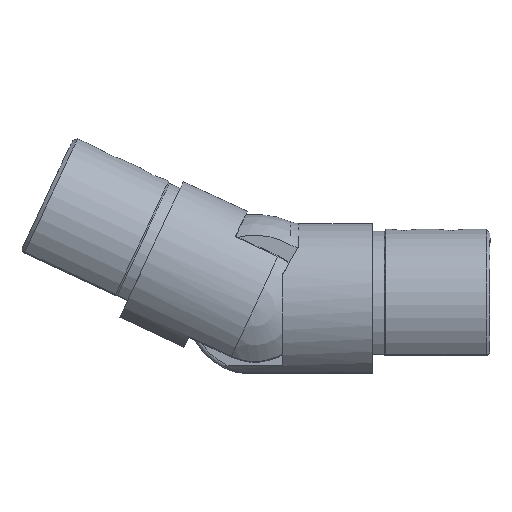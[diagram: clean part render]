
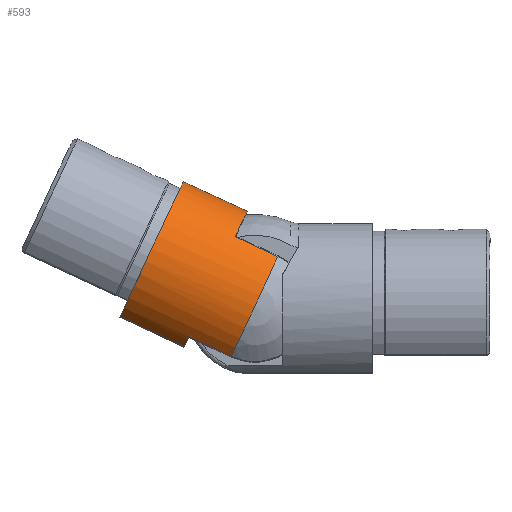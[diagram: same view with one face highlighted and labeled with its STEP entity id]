
A CAD part, top view. The second image highlights one B-rep face of the part: STEP entity #593.
In plain terms, the highlighted cylindrical face has radius 21.2 mm (diameter 42.4 mm), a partial arc.
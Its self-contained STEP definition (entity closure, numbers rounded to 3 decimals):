
#84 = CARTESIAN_POINT ( 'NONE',  ( 0., 0., 0. ) ) ;
#263 = EDGE_LOOP ( 'NONE', ( #8207, #6451, #11168, #5408, #8169, #9155, #8595, #10357, #10752, #5533, #10628, #1797 ) ) ;
#467 = EDGE_CURVE ( 'NONE', #6751, #6573, #10063, .T. ) ;
#540 = CARTESIAN_POINT ( 'NONE',  ( 0., 14.051, 15.874 ) ) ;
#593 = ADVANCED_FACE ( 'NONE', ( #9527 ), #5121, .T. ) ;
#668 = CIRCLE ( 'NONE', #8672, 21.2 ) ;
#986 = DIRECTION ( 'NONE',  ( -1., 0., 0. ) ) ;
#1010 = CARTESIAN_POINT ( 'NONE',  ( 12., -14.051, 15.874 ) ) ;
#1047 = CARTESIAN_POINT ( 'NONE',  ( 30., -16.859, -12.853 ) ) ;
#1265 = CARTESIAN_POINT ( 'NONE',  ( 28., -14.051, -15.874 ) ) ;
#1292 = VECTOR ( 'NONE', #10133, 1000. ) ;
#1382 = VERTEX_POINT ( 'NONE', #9883 ) ;
#1484 = DIRECTION ( 'NONE',  ( -1., 0., 0. ) ) ;
#1608 = VECTOR ( 'NONE', #5653, 1000. ) ;
#1797 = ORIENTED_EDGE ( 'NONE', *, *, #11114, .T. ) ;
#1805 = DIRECTION ( 'NONE',  ( 0., -1., 0. ) ) ;
#1866 = AXIS2_PLACEMENT_3D ( 'NONE', #7839, #6184, #1805 ) ;
#1917 = LINE ( 'NONE', #2609, #4559 ) ;
#1961 = AXIS2_PLACEMENT_3D ( 'NONE', #2277, #3261, #4993 ) ;
#2277 = CARTESIAN_POINT ( 'NONE',  ( 0., 0., 0. ) ) ;
#2337 = CARTESIAN_POINT ( 'NONE',  ( 12., 14.051, -15.874 ) ) ;
#2413 = VERTEX_POINT ( 'NONE', #6985 ) ;
#2446 = LINE ( 'NONE', #10089, #1608 ) ;
#2609 = CARTESIAN_POINT ( 'NONE',  ( 28., 14.051, 15.874 ) ) ;
#2803 = AXIS2_PLACEMENT_3D ( 'NONE', #11055, #4797, #3952 ) ;
#3039 = VECTOR ( 'NONE', #5225, 1000. ) ;
#3133 = CIRCLE ( 'NONE', #4100, 21.2 ) ;
#3261 = DIRECTION ( 'NONE',  ( -1., 0., 0. ) ) ;
#3273 = CARTESIAN_POINT ( 'NONE',  ( 0., -14.051, -15.874 ) ) ;
#3316 = EDGE_CURVE ( 'NONE', #7829, #9680, #8549, .T. ) ;
#3468 = VECTOR ( 'NONE', #10760, 1000. ) ;
#3494 = CARTESIAN_POINT ( 'NONE',  ( 12., -16.859, -12.853 ) ) ;
#3559 = EDGE_CURVE ( 'NONE', #7271, #6633, #668, .T. ) ;
#3582 = DIRECTION ( 'NONE',  ( -1., 0., 0. ) ) ;
#3952 = DIRECTION ( 'NONE',  ( 0., 0., 1. ) ) ;
#3989 = VERTEX_POINT ( 'NONE', #540 ) ;
#4076 = CIRCLE ( 'NONE', #6908, 21.2 ) ;
#4100 = AXIS2_PLACEMENT_3D ( 'NONE', #6456, #4755, #8208 ) ;
#4335 = VERTEX_POINT ( 'NONE', #3494 ) ;
#4559 = VECTOR ( 'NONE', #3582, 1000. ) ;
#4755 = DIRECTION ( 'NONE',  ( -1., 0., 0. ) ) ;
#4797 = DIRECTION ( 'NONE',  ( -1., 0., 0. ) ) ;
#4884 = DIRECTION ( 'NONE',  ( 0., 0., 1. ) ) ;
#4993 = DIRECTION ( 'NONE',  ( 0., -1., 0. ) ) ;
#5004 = CARTESIAN_POINT ( 'NONE',  ( 28., 14.051, -15.874 ) ) ;
#5121 = CYLINDRICAL_SURFACE ( 'NONE', #1866, 21.2 ) ;
#5225 = DIRECTION ( 'NONE',  ( 1., 0., 0. ) ) ;
#5408 = ORIENTED_EDGE ( 'NONE', *, *, #7628, .T. ) ;
#5437 = DIRECTION ( 'NONE',  ( -1., 0., 0. ) ) ;
#5533 = ORIENTED_EDGE ( 'NONE', *, *, #6976, .T. ) ;
#5653 = DIRECTION ( 'NONE',  ( 1., 0., 0. ) ) ;
#5687 = EDGE_CURVE ( 'NONE', #2413, #6573, #3133, .T. ) ;
#5712 = LINE ( 'NONE', #1265, #1292 ) ;
#5929 = EDGE_CURVE ( 'NONE', #1382, #9680, #7974, .T. ) ;
#6066 = LINE ( 'NONE', #8928, #3468 ) ;
#6184 = DIRECTION ( 'NONE',  ( -1., 0., 0. ) ) ;
#6287 = AXIS2_PLACEMENT_3D ( 'NONE', #6754, #1484, #4884 ) ;
#6451 = ORIENTED_EDGE ( 'NONE', *, *, #467, .T. ) ;
#6456 = CARTESIAN_POINT ( 'NONE',  ( 12., 0., 0. ) ) ;
#6573 = VERTEX_POINT ( 'NONE', #2337 ) ;
#6633 = VERTEX_POINT ( 'NONE', #1047 ) ;
#6751 = VERTEX_POINT ( 'NONE', #10642 ) ;
#6754 = CARTESIAN_POINT ( 'NONE',  ( 12., 0., 0. ) ) ;
#6908 = AXIS2_PLACEMENT_3D ( 'NONE', #84, #5437, #10697 ) ;
#6976 = EDGE_CURVE ( 'NONE', #6633, #4335, #6066, .T. ) ;
#6985 = CARTESIAN_POINT ( 'NONE',  ( 12., 14.051, 15.874 ) ) ;
#7259 = VERTEX_POINT ( 'NONE', #3273 ) ;
#7271 = VERTEX_POINT ( 'NONE', #10423 ) ;
#7628 = EDGE_CURVE ( 'NONE', #2413, #3989, #1917, .T. ) ;
#7637 = CIRCLE ( 'NONE', #2803, 21.2 ) ;
#7829 = VERTEX_POINT ( 'NONE', #8309 ) ;
#7839 = CARTESIAN_POINT ( 'NONE',  ( 28., 0., 0. ) ) ;
#7901 = CIRCLE ( 'NONE', #1961, 21.2 ) ;
#7914 = DIRECTION ( 'NONE',  ( 1., 0., 0. ) ) ;
#7974 = LINE ( 'NONE', #10494, #8090 ) ;
#8011 = EDGE_CURVE ( 'NONE', #6751, #7259, #7901, .T. ) ;
#8090 = VECTOR ( 'NONE', #7914, 1000. ) ;
#8169 = ORIENTED_EDGE ( 'NONE', *, *, #11315, .F. ) ;
#8207 = ORIENTED_EDGE ( 'NONE', *, *, #8011, .F. ) ;
#8208 = DIRECTION ( 'NONE',  ( 0., 0., 1. ) ) ;
#8309 = CARTESIAN_POINT ( 'NONE',  ( 12., -16.859, 12.853 ) ) ;
#8549 = CIRCLE ( 'NONE', #6287, 21.2 ) ;
#8595 = ORIENTED_EDGE ( 'NONE', *, *, #3316, .F. ) ;
#8672 = AXIS2_PLACEMENT_3D ( 'NONE', #9657, #986, #8774 ) ;
#8774 = DIRECTION ( 'NONE',  ( 0., -1., 0. ) ) ;
#8827 = EDGE_CURVE ( 'NONE', #7829, #7271, #2446, .T. ) ;
#8928 = CARTESIAN_POINT ( 'NONE',  ( 28., -16.859, -12.853 ) ) ;
#9155 = ORIENTED_EDGE ( 'NONE', *, *, #5929, .T. ) ;
#9527 = FACE_OUTER_BOUND ( 'NONE', #263, .T. ) ;
#9657 = CARTESIAN_POINT ( 'NONE',  ( 30., 0., 0. ) ) ;
#9680 = VERTEX_POINT ( 'NONE', #1010 ) ;
#9883 = CARTESIAN_POINT ( 'NONE',  ( 0., -14.051, 15.874 ) ) ;
#10063 = LINE ( 'NONE', #5004, #3039 ) ;
#10089 = CARTESIAN_POINT ( 'NONE',  ( 28., -16.859, 12.853 ) ) ;
#10133 = DIRECTION ( 'NONE',  ( -1., 0., 0. ) ) ;
#10356 = VERTEX_POINT ( 'NONE', #10768 ) ;
#10357 = ORIENTED_EDGE ( 'NONE', *, *, #8827, .T. ) ;
#10423 = CARTESIAN_POINT ( 'NONE',  ( 30., -16.859, 12.853 ) ) ;
#10494 = CARTESIAN_POINT ( 'NONE',  ( 28., -14.051, 15.874 ) ) ;
#10628 = ORIENTED_EDGE ( 'NONE', *, *, #11224, .F. ) ;
#10642 = CARTESIAN_POINT ( 'NONE',  ( 0., 14.051, -15.874 ) ) ;
#10697 = DIRECTION ( 'NONE',  ( 0., -1., 0. ) ) ;
#10752 = ORIENTED_EDGE ( 'NONE', *, *, #3559, .T. ) ;
#10760 = DIRECTION ( 'NONE',  ( -1., 0., 0. ) ) ;
#10768 = CARTESIAN_POINT ( 'NONE',  ( 12., -14.051, -15.874 ) ) ;
#11055 = CARTESIAN_POINT ( 'NONE',  ( 12., 0., 0. ) ) ;
#11114 = EDGE_CURVE ( 'NONE', #10356, #7259, #5712, .T. ) ;
#11168 = ORIENTED_EDGE ( 'NONE', *, *, #5687, .F. ) ;
#11224 = EDGE_CURVE ( 'NONE', #10356, #4335, #7637, .T. ) ;
#11315 = EDGE_CURVE ( 'NONE', #1382, #3989, #4076, .T. ) ;
